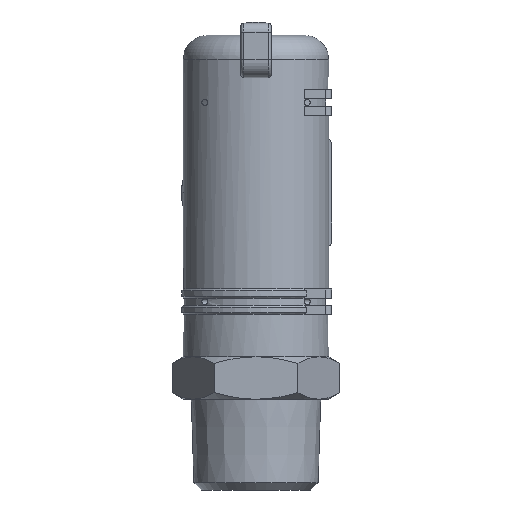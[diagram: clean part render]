
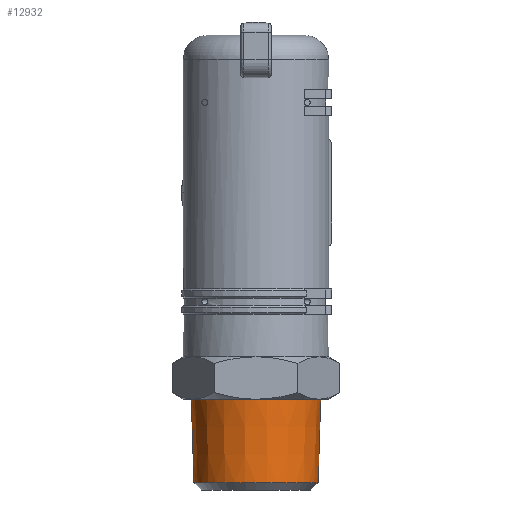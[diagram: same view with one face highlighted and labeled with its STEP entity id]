
A CAD part, front view. The second image highlights one B-rep face of the part: STEP entity #12932.
In plain terms, the highlighted conical face has half-angle 1.795 degrees and reference radius 10.455 mm.
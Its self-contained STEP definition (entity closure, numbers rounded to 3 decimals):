
#100=CONICAL_SURFACE('',#13791,10.455,0.031);
#117=CIRCLE('',#12998,10.69);
#264=CIRCLE('',#13792,10.258);
#7600=ORIENTED_EDGE('',*,*,#7673,.F.);
#7601=ORIENTED_EDGE('',*,*,#9433,.F.);
#7673=EDGE_CURVE('',#9475,#9475,#117,.T.);
#9433=EDGE_CURVE('',#10646,#10646,#264,.T.);
#9475=VERTEX_POINT('',#17282);
#10646=VERTEX_POINT('',#21499);
#11426=EDGE_LOOP('',(#7600));
#11427=EDGE_LOOP('',(#7601));
#12176=FACE_BOUND('',#11426,.T.);
#12177=FACE_BOUND('',#11427,.T.);
#12932=ADVANCED_FACE('',(#12176,#12177),#100,.T.);
#12998=AXIS2_PLACEMENT_3D('',#17281,#13898,#13899);
#13791=AXIS2_PLACEMENT_3D('',#21497,#17043,#17044);
#13792=AXIS2_PLACEMENT_3D('',#21498,#17045,#17046);
#13898=DIRECTION('',(0.,0.,1.));
#13899=DIRECTION('',(1.,0.,0.));
#17043=DIRECTION('',(0.,0.,1.));
#17044=DIRECTION('',(-1.,0.,0.));
#17045=DIRECTION('',(0.,0.,-1.));
#17046=DIRECTION('',(1.,0.,0.));
#17281=CARTESIAN_POINT('',(155.882,0.,-62.355));
#17282=CARTESIAN_POINT('',(166.572,0.,-62.355));
#21497=CARTESIAN_POINT('',(155.882,0.,-69.855));
#21498=CARTESIAN_POINT('',(155.882,0.,-76.155));
#21499=CARTESIAN_POINT('',(166.14,0.,-76.155));
